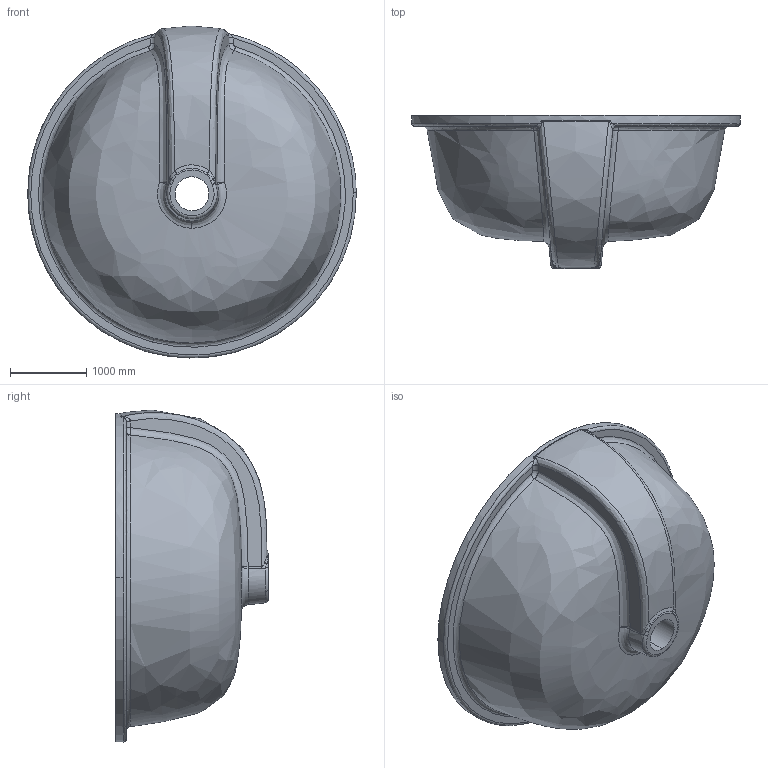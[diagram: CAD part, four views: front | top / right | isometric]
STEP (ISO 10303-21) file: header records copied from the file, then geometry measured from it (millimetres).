
FILE_DESCRIPTION(/* description */ (''),/* implementation_level */ '2;1');
FILE_NAME(/* name */ '3D60AE~1',/* time_stamp */ '2021-07-14T16:47:23+02:00',/* author */ (''),/* organization */ (''),/* preprocessor_version */ 'ST-DEVELOPER v16.5',/* originating_system */ '',/* authorisation */ '');
FILE_SCHEMA (('AUTOMOTIVE_DESIGN'));
Length unit declared in the file: centimetre
Products named in the file (1): Document
Bounding box: 4300 x 2000 x 4345.44 mm (x, y, z)
Surface area: 56045746.7 mm2 (no closed solid volume)
Topology: 0 solids, 1 shells, 83 faces, 210 edges, 130 vertices
Faces by surface type: bspline 74, plane 9
Entity records: 7918 total; most frequent: CARTESIAN_POINT 6771, ORIENTED_EDGE 414, EDGE_CURVE 210, VERTEX_POINT 130, EDGE_LOOP 88, ADVANCED_FACE 83, FACE_OUTER_BOUND 83, B_SPLINE_CURVE_WITH_KNOTS 82
